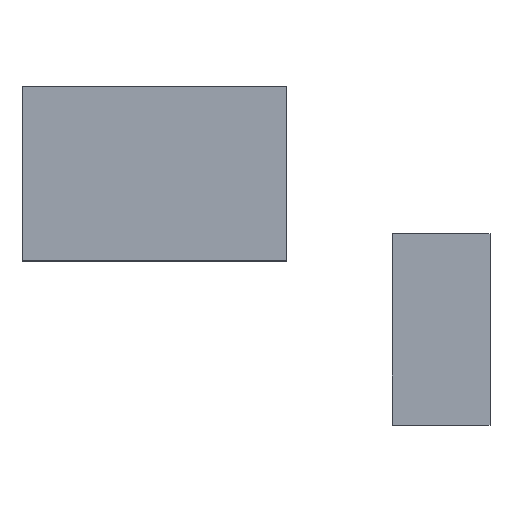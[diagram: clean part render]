
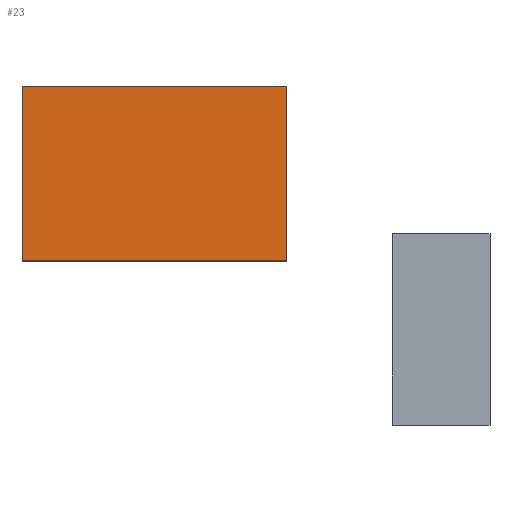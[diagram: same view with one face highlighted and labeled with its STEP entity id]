
A CAD part, top view. The second image highlights one B-rep face of the part: STEP entity #23.
In plain terms, the highlighted planar face has unit normal (0, 0, 1).
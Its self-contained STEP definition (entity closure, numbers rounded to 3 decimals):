
#23=ADVANCED_FACE('',(#35),#171,.T.);
#35=FACE_OUTER_BOUND('',#47,.T.);
#47=EDGE_LOOP('',(#74,#75,#76,#77));
#74=ORIENTED_EDGE('',*,*,#104,.T.);
#75=ORIENTED_EDGE('',*,*,#108,.T.);
#76=ORIENTED_EDGE('',*,*,#111,.T.);
#77=ORIENTED_EDGE('',*,*,#113,.T.);
#104=EDGE_CURVE('',#153,#152,#128,.T.);
#108=EDGE_CURVE('',#152,#155,#132,.T.);
#111=EDGE_CURVE('',#155,#157,#135,.T.);
#113=EDGE_CURVE('',#157,#153,#137,.T.);
#128=B_SPLINE_CURVE_WITH_KNOTS('',1,(#246,#247),.UNSPECIFIED.,.F.,.F.,(2,
2),(0.,31.488),.UNSPECIFIED.);
#132=B_SPLINE_CURVE_WITH_KNOTS('',1,(#254,#255),.UNSPECIFIED.,.F.,.F.,(2,
2),(31.488,52.191),.UNSPECIFIED.);
#135=B_SPLINE_CURVE_WITH_KNOTS('',1,(#260,#261),.UNSPECIFIED.,.F.,.F.,(2,
2),(52.191,83.678),.UNSPECIFIED.);
#137=B_SPLINE_CURVE_WITH_KNOTS('',1,(#264,#265),.UNSPECIFIED.,.F.,.F.,(2,
2),(83.678,104.381),.UNSPECIFIED.);
#152=VERTEX_POINT('',#236);
#153=VERTEX_POINT('',#237);
#155=VERTEX_POINT('',#239);
#157=VERTEX_POINT('',#241);
#171=PLANE('',#203);
#203=AXIS2_PLACEMENT_3D('',#233,#218,$);
#218=DIRECTION('',(0.,0.,1.));
#233=CARTESIAN_POINT('',(-31.488,0.,12.281));
#236=CARTESIAN_POINT('',(0.,0.,12.281));
#237=CARTESIAN_POINT('',(-31.488,0.,12.281));
#239=CARTESIAN_POINT('',(0.,20.703,12.281));
#241=CARTESIAN_POINT('',(-31.488,20.703,12.281));
#246=CARTESIAN_POINT('',(-31.488,0.,12.281));
#247=CARTESIAN_POINT('',(0.,0.,12.281));
#254=CARTESIAN_POINT('',(0.,0.,12.281));
#255=CARTESIAN_POINT('',(0.,20.703,12.281));
#260=CARTESIAN_POINT('',(0.,20.703,12.281));
#261=CARTESIAN_POINT('',(-31.488,20.703,12.281));
#264=CARTESIAN_POINT('',(-31.488,20.703,12.281));
#265=CARTESIAN_POINT('',(-31.488,0.,12.281));
